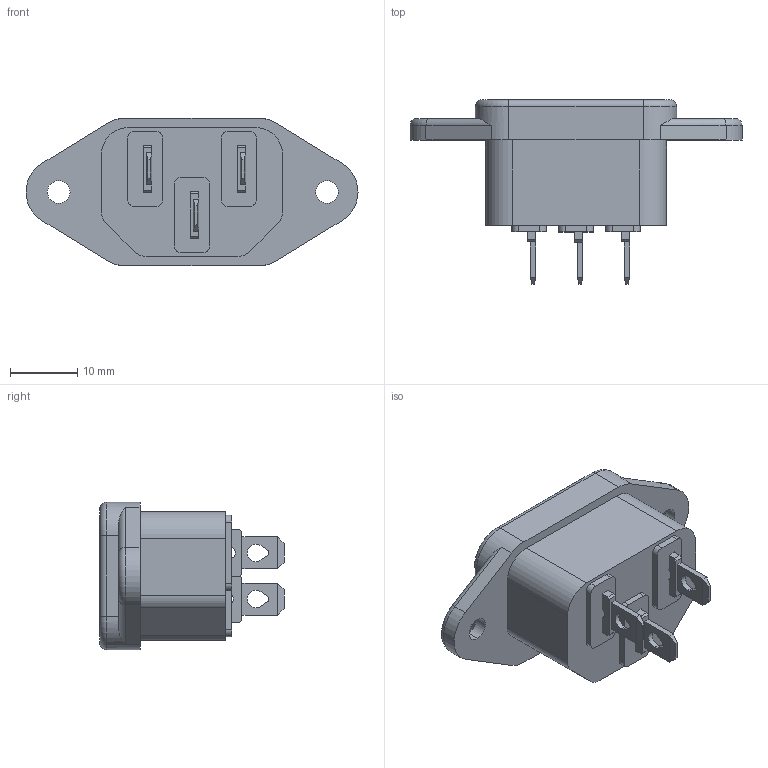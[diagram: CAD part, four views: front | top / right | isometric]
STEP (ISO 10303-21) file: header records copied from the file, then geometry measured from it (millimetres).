
FILE_DESCRIPTION (( 'STEP AP214' ), '1' );
FILE_NAME ('703W-4.8.STEP', '2018-04-26T00:19:44', ( '' ), ( '' ), 'SwSTEP 2.0', 'SolidWorks 2016', '' );
FILE_SCHEMA (( 'AUTOMOTIVE_DESIGN' ));
Length unit declared in the file: millimetre
Products named in the file (4): SS7B-002-48; SS7B-001-48; SS7BVDERB-R5耳朵; 703W-4.8
Assembly tree (4 placements, depth 2):
  703W-4.8
    SS7BVDERB-R5耳朵
    SS7B-001-48
    SS7B-002-48  x2
Bounding box: 49.5 x 27.5 x 22 mm (x, y, z)
Volume: 4957.6 mm3; surface area: 5710 mm2
Topology: 4 solids, 4 shells, 240 faces, 626 edges, 396 vertices
Faces by surface type: plane 146, cylinder 72, torus 18, cone 4
Entity records: 6434 total; most frequent: DIRECTION 1110, CARTESIAN_POINT 1108, ORIENTED_EDGE 1064, EDGE_CURVE 532, AXIS2_PLACEMENT_3D 370, VECTOR 370, LINE 370, VERTEX_POINT 336
